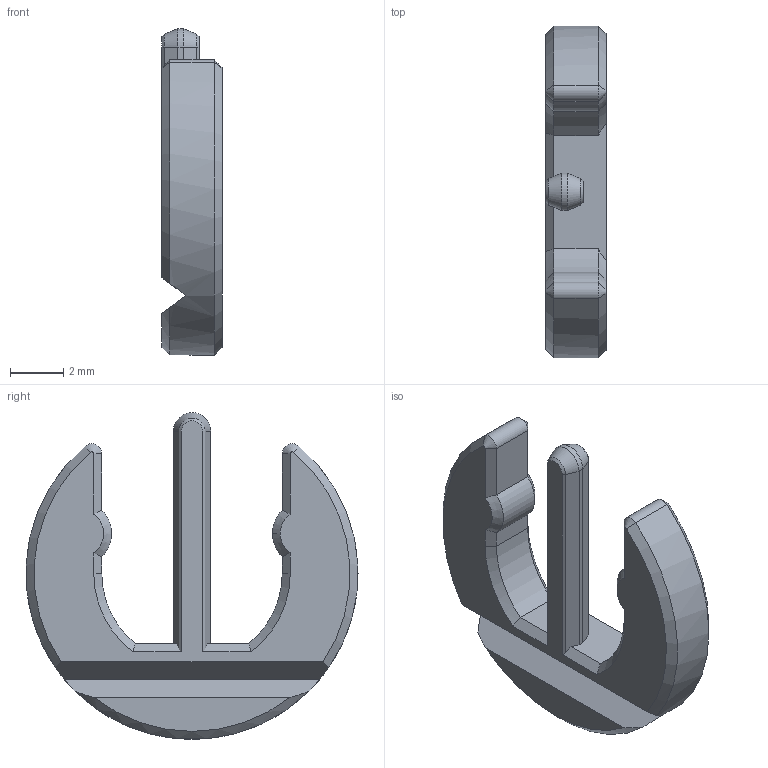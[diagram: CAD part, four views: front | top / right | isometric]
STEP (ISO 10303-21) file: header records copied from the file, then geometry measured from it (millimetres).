
FILE_DESCRIPTION(('FreeCAD Model'),'2;1');
FILE_NAME('Open CASCADE Shape Model','2024-06-22T19:25:16',(''),(''), 'Open CASCADE STEP processor 7.6','FreeCAD','Unknown');
FILE_SCHEMA(('AUTOMOTIVE_DESIGN { 1 0 10303 214 1 1 1 1 }'));
Length unit declared in the file: millimetre
Products named in the file (1): Retaining Ring SFT LCT RDL TRH-H ASYM BU01.00x01.25 - SPR-RRG-0001 
(stemfie.org)
Bounding box: 2.26 x 12.5 x 12.3 mm (x, y, z)
Volume: 155.8 mm3; surface area: 282.2 mm2
Topology: 1 solids, 1 shells, 539 faces, 1484 edges, 980 vertices
Faces by surface type: plane 339, extrusion 170, cone 20, cylinder 8, bspline 2
Entity records: 17204 total; most frequent: CARTESIAN_POINT 4104, ORIENTED_EDGE 2968, DIRECTION 2094, EDGE_CURVE 1484, VECTOR 1250, LINE 1080, VERTEX_POINT 980, FACE_BOUND 572
